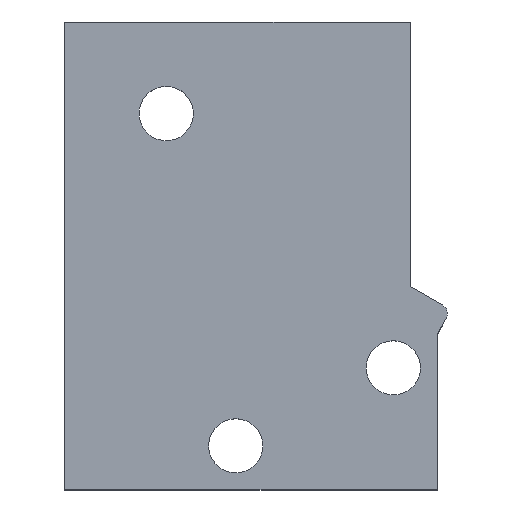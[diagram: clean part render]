
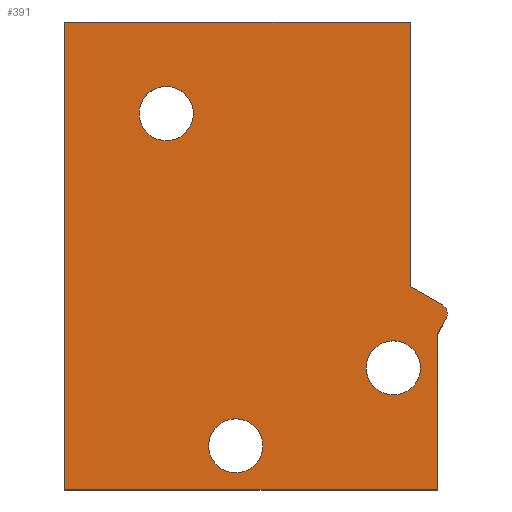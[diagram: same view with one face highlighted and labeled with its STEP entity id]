
A CAD part, top view. The second image highlights one B-rep face of the part: STEP entity #391.
In plain terms, the highlighted planar face has unit normal (0, 0, 1).
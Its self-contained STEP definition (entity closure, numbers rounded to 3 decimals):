
#24 = VERTEX_POINT('',#25);
#25 = CARTESIAN_POINT('',(0.,0.,1.5));
#31 = EDGE_CURVE('',#24,#32,#34,.T.);
#32 = VERTEX_POINT('',#33);
#33 = CARTESIAN_POINT('',(11.,0.,1.5));
#34 = LINE('',#35,#36);
#35 = CARTESIAN_POINT('',(0.,0.,1.5));
#36 = VECTOR('',#37,1.);
#37 = DIRECTION('',(1.,0.,0.));
#62 = EDGE_CURVE('',#32,#63,#65,.T.);
#63 = VERTEX_POINT('',#64);
#64 = CARTESIAN_POINT('',(11.,4.6,1.5));
#65 = LINE('',#66,#67);
#66 = CARTESIAN_POINT('',(11.,0.,1.5));
#67 = VECTOR('',#68,1.);
#68 = DIRECTION('',(0.,1.,0.));
#93 = EDGE_CURVE('',#63,#94,#96,.T.);
#94 = VERTEX_POINT('',#95);
#95 = CARTESIAN_POINT('',(11.256,5.044,1.5));
#96 = LINE('',#97,#98);
#97 = CARTESIAN_POINT('',(11.,4.6,1.5));
#98 = VECTOR('',#99,1.);
#99 = DIRECTION('',(0.5,0.866,0.));
#124 = EDGE_CURVE('',#94,#125,#127,.T.);
#125 = VERTEX_POINT('',#126);
#126 = CARTESIAN_POINT('',(11.146,5.454,1.5));
#127 = CIRCLE('',#128,0.3);
#128 = AXIS2_PLACEMENT_3D('',#129,#130,#131);
#129 = CARTESIAN_POINT('',(10.996,5.194,1.5));
#130 = DIRECTION('',(0.,0.,1.));
#131 = DIRECTION('',(1.,0.,0.));
#157 = EDGE_CURVE('',#125,#158,#160,.T.);
#158 = VERTEX_POINT('',#159);
#159 = CARTESIAN_POINT('',(10.2,6.,1.5));
#160 = LINE('',#161,#162);
#161 = CARTESIAN_POINT('',(11.146,5.454,1.5));
#162 = VECTOR('',#163,1.);
#163 = DIRECTION('',(-0.866,0.5,0.));
#188 = EDGE_CURVE('',#158,#189,#191,.T.);
#189 = VERTEX_POINT('',#190);
#190 = CARTESIAN_POINT('',(10.2,13.8,1.5));
#191 = LINE('',#192,#193);
#192 = CARTESIAN_POINT('',(10.2,6.,1.5));
#193 = VECTOR('',#194,1.);
#194 = DIRECTION('',(0.,1.,0.));
#219 = EDGE_CURVE('',#189,#220,#222,.T.);
#220 = VERTEX_POINT('',#221);
#221 = CARTESIAN_POINT('',(0.,13.8,1.5));
#222 = LINE('',#223,#224);
#223 = CARTESIAN_POINT('',(10.2,13.8,1.5));
#224 = VECTOR('',#225,1.);
#225 = DIRECTION('',(-1.,0.,0.));
#250 = EDGE_CURVE('',#220,#24,#251,.T.);
#251 = LINE('',#252,#253);
#252 = CARTESIAN_POINT('',(0.,13.8,1.5));
#253 = VECTOR('',#254,1.);
#254 = DIRECTION('',(0.,-1.,0.));
#274 = VERTEX_POINT('',#275);
#275 = CARTESIAN_POINT('',(10.5,3.6,1.5));
#281 = EDGE_CURVE('',#274,#274,#282,.T.);
#282 = CIRCLE('',#283,0.8);
#283 = AXIS2_PLACEMENT_3D('',#284,#285,#286);
#284 = CARTESIAN_POINT('',(9.7,3.6,1.5));
#285 = DIRECTION('',(0.,0.,1.));
#286 = DIRECTION('',(1.,0.,0.));
#307 = VERTEX_POINT('',#308);
#308 = CARTESIAN_POINT('',(5.85,1.3,1.5));
#314 = EDGE_CURVE('',#307,#307,#315,.T.);
#315 = CIRCLE('',#316,0.8);
#316 = AXIS2_PLACEMENT_3D('',#317,#318,#319);
#317 = CARTESIAN_POINT('',(5.05,1.3,1.5));
#318 = DIRECTION('',(0.,0.,1.));
#319 = DIRECTION('',(1.,0.,0.));
#340 = VERTEX_POINT('',#341);
#341 = CARTESIAN_POINT('',(3.8,11.1,1.5));
#347 = EDGE_CURVE('',#340,#340,#348,.T.);
#348 = CIRCLE('',#349,0.8);
#349 = AXIS2_PLACEMENT_3D('',#350,#351,#352);
#350 = CARTESIAN_POINT('',(3.,11.1,1.5));
#351 = DIRECTION('',(0.,0.,1.));
#352 = DIRECTION('',(1.,0.,0.));
#391 = ADVANCED_FACE('',(#392,#402,#405,#408),#411,.T.);
#392 = FACE_BOUND('',#393,.T.);
#393 = EDGE_LOOP('',(#394,#395,#396,#397,#398,#399,#400,#401));
#394 = ORIENTED_EDGE('',*,*,#31,.T.);
#395 = ORIENTED_EDGE('',*,*,#62,.T.);
#396 = ORIENTED_EDGE('',*,*,#93,.T.);
#397 = ORIENTED_EDGE('',*,*,#124,.T.);
#398 = ORIENTED_EDGE('',*,*,#157,.T.);
#399 = ORIENTED_EDGE('',*,*,#188,.T.);
#400 = ORIENTED_EDGE('',*,*,#219,.T.);
#401 = ORIENTED_EDGE('',*,*,#250,.T.);
#402 = FACE_BOUND('',#403,.F.);
#403 = EDGE_LOOP('',(#404));
#404 = ORIENTED_EDGE('',*,*,#281,.T.);
#405 = FACE_BOUND('',#406,.F.);
#406 = EDGE_LOOP('',(#407));
#407 = ORIENTED_EDGE('',*,*,#314,.T.);
#408 = FACE_BOUND('',#409,.F.);
#409 = EDGE_LOOP('',(#410));
#410 = ORIENTED_EDGE('',*,*,#347,.T.);
#411 = PLANE('',#412);
#412 = AXIS2_PLACEMENT_3D('',#413,#414,#415);
#413 = CARTESIAN_POINT('',(5.474,6.481,1.5));
#414 = DIRECTION('',(0.,0.,1.));
#415 = DIRECTION('',(1.,0.,0.));
